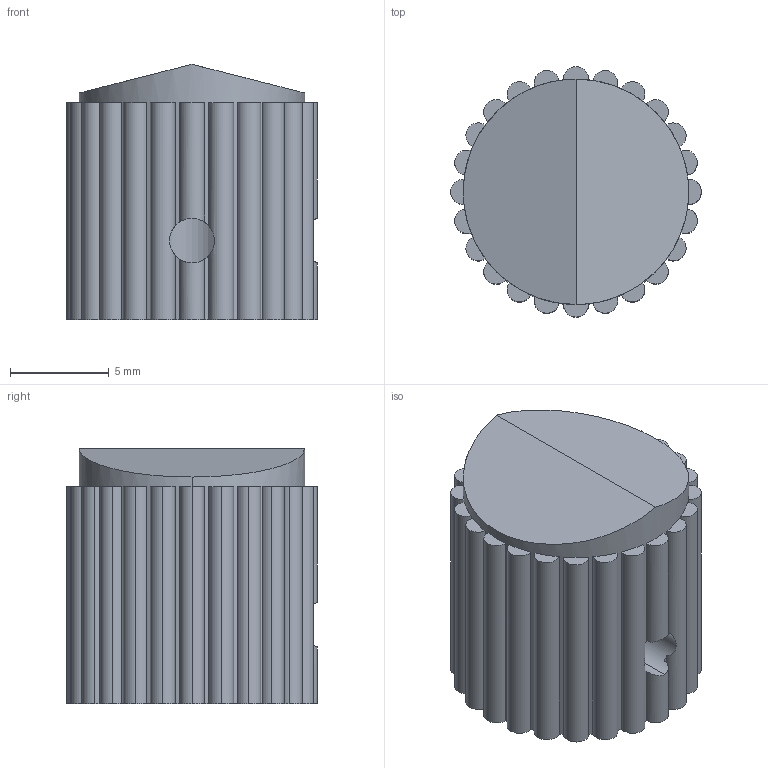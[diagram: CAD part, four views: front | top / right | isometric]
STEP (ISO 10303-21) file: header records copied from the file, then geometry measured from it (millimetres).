
FILE_DESCRIPTION (( 'STEP AP214' ), '1' );
FILE_NAME ('MS91528-0N3B v1_1.STEP', '2021-07-04T04:10:50', ( '' ), ( '' ), 'SwSTEP 2.0', 'SolidWorks 2019', '' );
FILE_SCHEMA (( 'AUTOMOTIVE_DESIGN' ));
Length unit declared in the file: inch
Products named in the file (1): MS91528-0N3B v1_1
Bounding box: 12.7 x 12.7 x 12.95 mm (x, y, z)
Volume: 1264.4 mm3; surface area: 1046.4 mm2
Topology: 1 solids, 1 shells, 89 faces, 267 edges, 178 vertices
Faces by surface type: cylinder 59, plane 30
Entity records: 4439 total; most frequent: CARTESIAN_POINT 761, DIRECTION 554, ORIENTED_EDGE 534, EDGE_CURVE 267, AXIS2_PLACEMENT_3D 231, VERTEX_POINT 178, CIRCLE 141, LENGTH_MEASURE_WITH_UNIT 92
